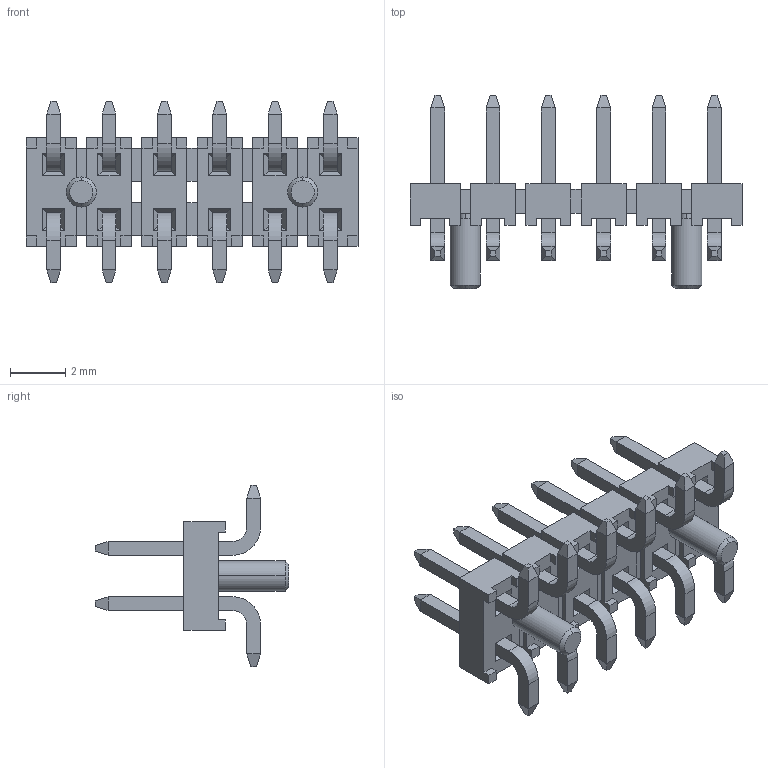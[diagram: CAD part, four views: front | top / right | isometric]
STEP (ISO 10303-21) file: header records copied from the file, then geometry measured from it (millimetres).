
FILE_DESCRIPTION (( 'STEP AP214' ), '1' );
FILE_NAME ('TMM106-01-x-d-sm-a.STEP', '2009-05-09T17:47:50', ( 'George Ioakimedes' ), ( 'IO Technologies' ), 'SwSTEP 2.0', 'SolidWorks 2009', '' );
FILE_SCHEMA (( 'AUTOMOTIVE_DESIGN' ));
Length unit declared in the file: millimetre
Products named in the file (4): TMM-XX-D; T-1S13-X; SM-AX-H; TMM106-01-x-d-sm-a
Assembly tree (15 placements, depth 2):
  TMM106-01-x-d-sm-a
    T-1S13-X  x12
    SM-AX-H  x2
    TMM-XX-D
Bounding box: 12 x 6.99 x 6.55 mm (x, y, z)
Volume: 76.4 mm3; surface area: 390.5 mm2
Topology: 15 solids, 15 shells, 540 faces, 1288 edges, 792 vertices
Faces by surface type: plane 492, cylinder 36, cone 12
Entity records: 13095 total; most frequent: CARTESIAN_POINT 1668, ORIENTED_EDGE 1632, DIRECTION 1528, EDGE_CURVE 816, VECTOR 792, LINE 792, VERTEX_POINT 508, EDGE_LOOP 372
